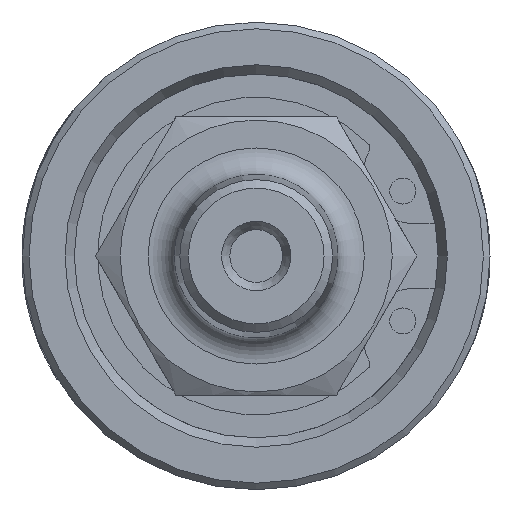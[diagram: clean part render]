
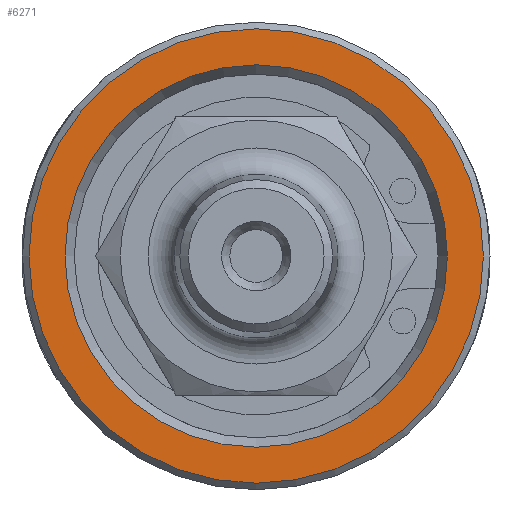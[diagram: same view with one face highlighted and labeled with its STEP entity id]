
A CAD part, left-side view. The second image highlights one B-rep face of the part: STEP entity #6271.
In plain terms, the highlighted planar face has unit normal (-1, 0, 0).
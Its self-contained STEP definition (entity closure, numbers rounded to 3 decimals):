
#70=FACE_BOUND('',#2215,.T.);
#1819=FACE_OUTER_BOUND('',#2214,.T.);
#2214=EDGE_LOOP('',(#5810));
#2215=EDGE_LOOP('',(#5811,#5812));
#2416=CIRCLE('',#6677,13.785);
#2417=CIRCLE('',#6679,11.6);
#2418=CIRCLE('',#6680,11.6);
#3039=VERTEX_POINT('',#59916);
#3040=VERTEX_POINT('',#59920);
#3041=VERTEX_POINT('',#59921);
#3967=EDGE_CURVE('',#3039,#3039,#2416,.T.);
#3968=EDGE_CURVE('',#3040,#3041,#2417,.T.);
#3969=EDGE_CURVE('',#3041,#3040,#2418,.T.);
#5810=ORIENTED_EDGE('',*,*,#3967,.F.);
#5811=ORIENTED_EDGE('',*,*,#3968,.T.);
#5812=ORIENTED_EDGE('',*,*,#3969,.T.);
#5921=PLANE('',#6678);
#6271=ADVANCED_FACE('',(#1819,#70),#5921,.T.);
#6677=AXIS2_PLACEMENT_3D('',#59918,#7786,#7787);
#6678=AXIS2_PLACEMENT_3D('',#59919,#7788,#7789);
#6679=AXIS2_PLACEMENT_3D('',#59922,#7790,#7791);
#6680=AXIS2_PLACEMENT_3D('',#59923,#7792,#7793);
#7786=DIRECTION('center_axis',(1.,0.,0.));
#7787=DIRECTION('ref_axis',(0.,-1.,0.));
#7788=DIRECTION('center_axis',(-1.,0.,0.));
#7789=DIRECTION('ref_axis',(0.,0.,1.));
#7790=DIRECTION('center_axis',(1.,0.,0.));
#7791=DIRECTION('ref_axis',(0.,1.,0.));
#7792=DIRECTION('center_axis',(1.,0.,0.));
#7793=DIRECTION('ref_axis',(0.,1.,0.));
#59916=CARTESIAN_POINT('',(0.,13.785,0.));
#59918=CARTESIAN_POINT('Origin',(0.,0.,0.));
#59919=CARTESIAN_POINT('Origin',(0.,7.093,0.));
#59920=CARTESIAN_POINT('',(0.,11.6,0.));
#59921=CARTESIAN_POINT('',(0.,-11.6,0.));
#59922=CARTESIAN_POINT('Origin',(0.,0.,0.));
#59923=CARTESIAN_POINT('Origin',(0.,0.,0.));
